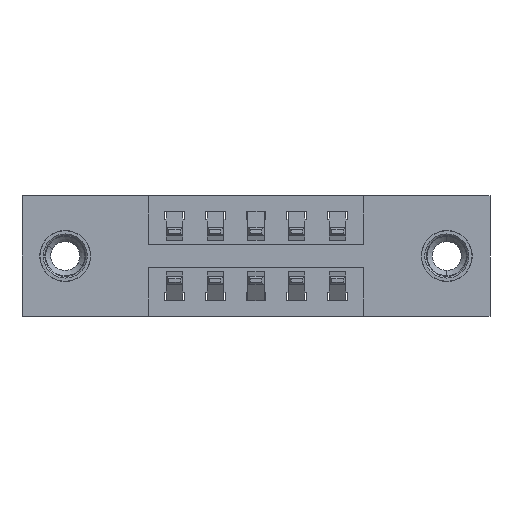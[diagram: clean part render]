
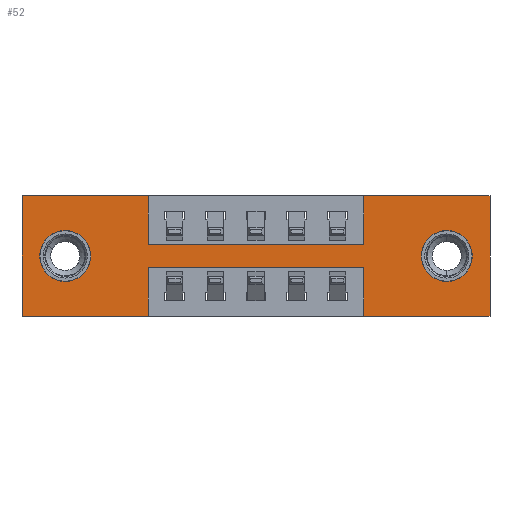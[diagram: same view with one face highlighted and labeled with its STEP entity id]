
A CAD part, front view. The second image highlights one B-rep face of the part: STEP entity #52.
In plain terms, the highlighted planar face has unit normal (0, -1, 0).
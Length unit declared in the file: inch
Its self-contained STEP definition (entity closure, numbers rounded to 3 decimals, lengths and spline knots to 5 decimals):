
#52 = ADVANCED_FACE ( 'NONE', ( #6791, #6767, #6634 ), #4697, .T. ) ;
#83 = LINE ( 'NONE', #3975, #9257 ) ;
#108 = EDGE_CURVE ( 'NONE', #261, #4455, #6526, .T. ) ;
#129 = CARTESIAN_POINT ( 'NONE',  ( 1.0475, 0., -0.37 ) ) ;
#133 = VERTEX_POINT ( 'NONE', #1664 ) ;
#161 = EDGE_CURVE ( 'NONE', #2952, #261, #6121, .T. ) ;
#241 = DIRECTION ( 'NONE',  ( 0., 0., 1. ) ) ;
#258 = EDGE_CURVE ( 'NONE', #2771, #3954, #5603, .T. ) ;
#260 = VERTEX_POINT ( 'NONE', #1304 ) ;
#261 = VERTEX_POINT ( 'NONE', #1285 ) ;
#307 = CARTESIAN_POINT ( 'NONE',  ( 0.1325, 0., -0.107 ) ) ;
#395 = VERTEX_POINT ( 'NONE', #7881 ) ;
#435 = DIRECTION ( 'NONE',  ( 1., 0., 0. ) ) ;
#624 = VERTEX_POINT ( 'NONE', #7307 ) ;
#637 = CARTESIAN_POINT ( 'NONE',  ( 0., 0., 0. ) ) ;
#803 = EDGE_CURVE ( 'NONE', #1868, #133, #4600, .T. ) ;
#946 = DIRECTION ( 'NONE',  ( 0., 0., -1. ) ) ;
#972 = CARTESIAN_POINT ( 'NONE',  ( 0.3875, 0., 0. ) ) ;
#978 = DIRECTION ( 'NONE',  ( 0., 1., 0. ) ) ;
#989 = EDGE_CURVE ( 'NONE', #260, #2952, #9313, .T. ) ;
#991 = CARTESIAN_POINT ( 'NONE',  ( 1.3025, 0., -0.185 ) ) ;
#1007 = EDGE_CURVE ( 'NONE', #1414, #260, #9147, .T. ) ;
#1011 = AXIS2_PLACEMENT_3D ( 'NONE', #4645, #3690, #3719 ) ;
#1028 = CARTESIAN_POINT ( 'NONE',  ( 1.0475, 0., 0. ) ) ;
#1041 = VECTOR ( 'NONE', #6832, 39.37008 ) ;
#1116 = EDGE_CURVE ( 'NONE', #8093, #395, #8483, .T. ) ;
#1168 = EDGE_CURVE ( 'NONE', #2183, #5232, #8200, .T. ) ;
#1285 = CARTESIAN_POINT ( 'NONE',  ( 0., 0., -0.37 ) ) ;
#1304 = CARTESIAN_POINT ( 'NONE',  ( 0.3875, 0., -0.22 ) ) ;
#1387 = VERTEX_POINT ( 'NONE', #4547 ) ;
#1414 = VERTEX_POINT ( 'NONE', #3045 ) ;
#1475 = DIRECTION ( 'NONE',  ( 0., 0., 1. ) ) ;
#1664 = CARTESIAN_POINT ( 'NONE',  ( 1.0475, 0., -0.37 ) ) ;
#1716 = EDGE_CURVE ( 'NONE', #7424, #1387, #6567, .T. ) ;
#1751 = EDGE_CURVE ( 'NONE', #624, #2771, #6381, .T. ) ;
#1803 = EDGE_CURVE ( 'NONE', #1387, #624, #6196, .T. ) ;
#1868 = VERTEX_POINT ( 'NONE', #2185 ) ;
#1902 = EDGE_CURVE ( 'NONE', #133, #1414, #6024, .T. ) ;
#2111 = CARTESIAN_POINT ( 'NONE',  ( 0., 0., -0.37 ) ) ;
#2150 = ORIENTED_EDGE ( 'NONE', *, *, #2745, .T. ) ;
#2183 = VERTEX_POINT ( 'NONE', #6778 ) ;
#2185 = CARTESIAN_POINT ( 'NONE',  ( 1.435, 0., -0.37 ) ) ;
#2195 = CARTESIAN_POINT ( 'NONE',  ( 0., 0., 0. ) ) ;
#2603 = EDGE_LOOP ( 'NONE', ( #6922, #7080 ) ) ;
#2745 = EDGE_CURVE ( 'NONE', #395, #8093, #7940, .T. ) ;
#2771 = VERTEX_POINT ( 'NONE', #1028 ) ;
#2952 = VERTEX_POINT ( 'NONE', #8958 ) ;
#3045 = CARTESIAN_POINT ( 'NONE',  ( 1.0475, 0., -0.22 ) ) ;
#3538 = DIRECTION ( 'NONE',  ( 1., 0., 0. ) ) ;
#3560 = DIRECTION ( 'NONE',  ( 1., 0., 0. ) ) ;
#3592 = LINE ( 'NONE', #6174, #1041 ) ;
#3683 = VECTOR ( 'NONE', #7108, 39.37008 ) ;
#3690 = DIRECTION ( 'NONE',  ( 0., -1., 0. ) ) ;
#3719 = DIRECTION ( 'NONE',  ( 0., 0., -1. ) ) ;
#3954 = VERTEX_POINT ( 'NONE', #9366 ) ;
#3975 = CARTESIAN_POINT ( 'NONE',  ( 0., 0., 0. ) ) ;
#4070 = AXIS2_PLACEMENT_3D ( 'NONE', #991, #978, #946 ) ;
#4222 = CARTESIAN_POINT ( 'NONE',  ( 0.3875, 0., -0.15 ) ) ;
#4423 = EDGE_LOOP ( 'NONE', ( #7168, #7245, #7254, #7373, #7534, #7625, #7675, #7761, #7794, #7886, #7952, #8003 ) ) ;
#4455 = VERTEX_POINT ( 'NONE', #2195 ) ;
#4547 = CARTESIAN_POINT ( 'NONE',  ( 0.3875, 0., -0.15 ) ) ;
#4600 = LINE ( 'NONE', #7302, #3683 ) ;
#4645 = CARTESIAN_POINT ( 'NONE',  ( 0., 0., -0.37 ) ) ;
#4669 = CARTESIAN_POINT ( 'NONE',  ( 0., 0., 0. ) ) ;
#4697 = PLANE ( 'NONE',  #1011 ) ;
#4799 = DIRECTION ( 'NONE',  ( -1., 0., 0. ) ) ;
#5183 = CARTESIAN_POINT ( 'NONE',  ( 1.0475, 0., 0. ) ) ;
#5232 = VERTEX_POINT ( 'NONE', #307 ) ;
#5432 = DIRECTION ( 'NONE',  ( 0., 0., 1. ) ) ;
#5531 = VECTOR ( 'NONE', #435, 39.37008 ) ;
#5603 = LINE ( 'NONE', #637, #5531 ) ;
#5661 = EDGE_CURVE ( 'NONE', #5232, #2183, #6751, .T. ) ;
#5729 = DIRECTION ( 'NONE',  ( 0., 0., -1. ) ) ;
#5751 = EDGE_CURVE ( 'NONE', #4455, #7424, #83, .T. ) ;
#5787 = CARTESIAN_POINT ( 'NONE',  ( 0.3875, 0., 0. ) ) ;
#5864 = VECTOR ( 'NONE', #241, 39.37008 ) ;
#6024 = LINE ( 'NONE', #129, #5864 ) ;
#6039 = AXIS2_PLACEMENT_3D ( 'NONE', #9359, #9284, #9250 ) ;
#6072 = VECTOR ( 'NONE', #4799, 39.37008 ) ;
#6121 = LINE ( 'NONE', #2111, #6072 ) ;
#6162 = VECTOR ( 'NONE', #3538, 39.37008 ) ;
#6174 = CARTESIAN_POINT ( 'NONE',  ( 1.435, 0., 0. ) ) ;
#6196 = LINE ( 'NONE', #4222, #6162 ) ;
#6343 = VECTOR ( 'NONE', #5432, 39.37008 ) ;
#6381 = LINE ( 'NONE', #5183, #6409 ) ;
#6409 = VECTOR ( 'NONE', #1475, 39.37008 ) ;
#6479 = EDGE_LOOP ( 'NONE', ( #8858, #2150 ) ) ;
#6516 = VECTOR ( 'NONE', #5729, 39.37008 ) ;
#6526 = LINE ( 'NONE', #4669, #6343 ) ;
#6567 = LINE ( 'NONE', #5787, #6516 ) ;
#6634 = FACE_OUTER_BOUND ( 'NONE', #4423, .T. ) ;
#6751 = CIRCLE ( 'NONE', #8551, 0.078 ) ;
#6767 = FACE_BOUND ( 'NONE', #2603, .T. ) ;
#6778 = CARTESIAN_POINT ( 'NONE',  ( 0.1325, 0., -0.263 ) ) ;
#6791 = FACE_BOUND ( 'NONE', #6479, .T. ) ;
#6832 = DIRECTION ( 'NONE',  ( 0., 0., -1. ) ) ;
#6922 = ORIENTED_EDGE ( 'NONE', *, *, #5661, .T. ) ;
#7080 = ORIENTED_EDGE ( 'NONE', *, *, #1168, .T. ) ;
#7108 = DIRECTION ( 'NONE',  ( -1., 0., 0. ) ) ;
#7168 = ORIENTED_EDGE ( 'NONE', *, *, #989, .F. ) ;
#7245 = ORIENTED_EDGE ( 'NONE', *, *, #1007, .F. ) ;
#7254 = ORIENTED_EDGE ( 'NONE', *, *, #1902, .F. ) ;
#7302 = CARTESIAN_POINT ( 'NONE',  ( 0., 0., -0.37 ) ) ;
#7307 = CARTESIAN_POINT ( 'NONE',  ( 1.0475, 0., -0.15 ) ) ;
#7373 = ORIENTED_EDGE ( 'NONE', *, *, #803, .F. ) ;
#7382 = CARTESIAN_POINT ( 'NONE',  ( 1.3025, 0., -0.107 ) ) ;
#7424 = VERTEX_POINT ( 'NONE', #972 ) ;
#7471 = CARTESIAN_POINT ( 'NONE',  ( 0.3875, 0., -0.22 ) ) ;
#7534 = ORIENTED_EDGE ( 'NONE', *, *, #8229, .F. ) ;
#7606 = DIRECTION ( 'NONE',  ( 0., 0., -1. ) ) ;
#7625 = ORIENTED_EDGE ( 'NONE', *, *, #258, .F. ) ;
#7675 = ORIENTED_EDGE ( 'NONE', *, *, #1751, .F. ) ;
#7761 = ORIENTED_EDGE ( 'NONE', *, *, #1803, .F. ) ;
#7794 = ORIENTED_EDGE ( 'NONE', *, *, #1716, .F. ) ;
#7881 = CARTESIAN_POINT ( 'NONE',  ( 1.3025, 0., -0.263 ) ) ;
#7886 = ORIENTED_EDGE ( 'NONE', *, *, #5751, .F. ) ;
#7906 = CARTESIAN_POINT ( 'NONE',  ( 0.3875, 0., -0.37 ) ) ;
#7940 = CIRCLE ( 'NONE', #4070, 0.078 ) ;
#7952 = ORIENTED_EDGE ( 'NONE', *, *, #108, .F. ) ;
#8003 = ORIENTED_EDGE ( 'NONE', *, *, #161, .F. ) ;
#8028 = DIRECTION ( 'NONE',  ( 0., 0., 1. ) ) ;
#8058 = DIRECTION ( 'NONE',  ( 0., 1., 0. ) ) ;
#8075 = CARTESIAN_POINT ( 'NONE',  ( 0.1325, 0., -0.185 ) ) ;
#8093 = VERTEX_POINT ( 'NONE', #7382 ) ;
#8197 = DIRECTION ( 'NONE',  ( 0., 0., 1. ) ) ;
#8200 = CIRCLE ( 'NONE', #8231, 0.078 ) ;
#8229 = EDGE_CURVE ( 'NONE', #3954, #1868, #3592, .T. ) ;
#8231 = AXIS2_PLACEMENT_3D ( 'NONE', #8075, #8058, #8028 ) ;
#8483 = CIRCLE ( 'NONE', #6039, 0.078 ) ;
#8551 = AXIS2_PLACEMENT_3D ( 'NONE', #8640, #8596, #8197 ) ;
#8596 = DIRECTION ( 'NONE',  ( 0., 1., 0. ) ) ;
#8640 = CARTESIAN_POINT ( 'NONE',  ( 0.1325, 0., -0.185 ) ) ;
#8858 = ORIENTED_EDGE ( 'NONE', *, *, #1116, .T. ) ;
#8958 = CARTESIAN_POINT ( 'NONE',  ( 0.3875, 0., -0.37 ) ) ;
#8966 = VECTOR ( 'NONE', #9317, 39.37008 ) ;
#9147 = LINE ( 'NONE', #7471, #8966 ) ;
#9150 = VECTOR ( 'NONE', #7606, 39.37008 ) ;
#9250 = DIRECTION ( 'NONE',  ( 0., 0., -1. ) ) ;
#9257 = VECTOR ( 'NONE', #3560, 39.37008 ) ;
#9284 = DIRECTION ( 'NONE',  ( 0., 1., 0. ) ) ;
#9313 = LINE ( 'NONE', #7906, #9150 ) ;
#9317 = DIRECTION ( 'NONE',  ( -1., 0., 0. ) ) ;
#9359 = CARTESIAN_POINT ( 'NONE',  ( 1.3025, 0., -0.185 ) ) ;
#9366 = CARTESIAN_POINT ( 'NONE',  ( 1.435, 0., 0. ) ) ;
